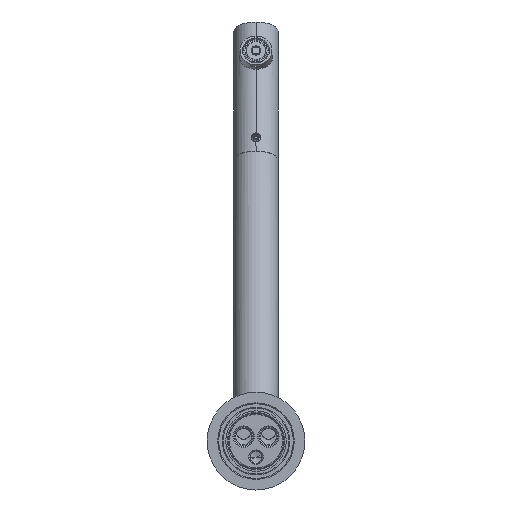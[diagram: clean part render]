
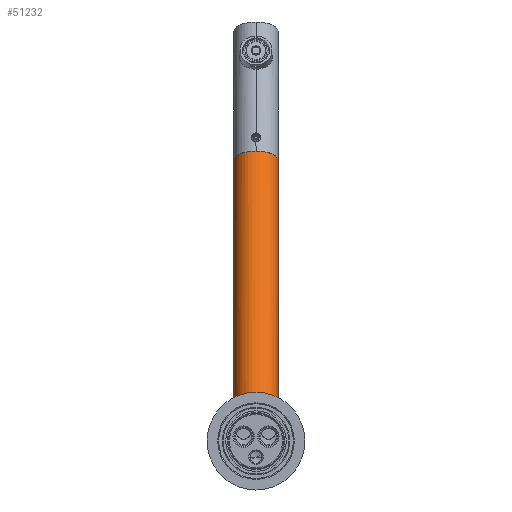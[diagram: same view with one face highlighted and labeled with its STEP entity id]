
A CAD part, front view. The second image highlights one B-rep face of the part: STEP entity #51232.
In plain terms, the highlighted cylindrical face has radius 12.5 mm (diameter 25 mm), a partial arc.
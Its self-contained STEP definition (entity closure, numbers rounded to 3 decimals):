
#47092=CARTESIAN_POINT('',(12.5,42.224,18.708));
#47172=CARTESIAN_POINT('',(-12.5,42.224,
18.708));
#47174=CARTESIAN_POINT('',(-12.5,42.224,
18.708));
#47175=CARTESIAN_POINT('',(-12.5,42.054,
18.708));
#47176=CARTESIAN_POINT('',(-12.494,41.717,
18.712));
#47177=CARTESIAN_POINT('',(-12.469,41.223,
18.729));
#47178=CARTESIAN_POINT('',(-12.428,40.74,
18.756));
#47179=CARTESIAN_POINT('',(-12.371,40.267,
18.794));
#47180=CARTESIAN_POINT('',(-12.299,39.804,
18.841));
#47181=CARTESIAN_POINT('',(-12.211,39.35,
18.898));
#47182=CARTESIAN_POINT('',(-12.108,38.905,
18.964));
#47183=CARTESIAN_POINT('',(-11.99,38.469,
19.039));
#47184=CARTESIAN_POINT('',(-11.856,38.04,
19.123));
#47185=CARTESIAN_POINT('',(-11.707,37.618,
19.215));
#47186=CARTESIAN_POINT('',(-11.543,37.205,
19.314));
#47187=CARTESIAN_POINT('',(-11.422,36.935,
19.385));
#47188=CARTESIAN_POINT('',(-11.359,36.801,
19.422));
#47210=CARTESIAN_POINT('',(11.359,36.801,19.422));
#47211=CARTESIAN_POINT('',(11.422,36.935,19.385));
#47212=CARTESIAN_POINT('',(11.543,37.205,19.314));
#47213=CARTESIAN_POINT('',(11.707,37.618,19.215));
#47214=CARTESIAN_POINT('',(11.856,38.04,19.123));
#47215=CARTESIAN_POINT('',(11.99,38.469,19.039));
#47216=CARTESIAN_POINT('',(12.108,38.905,18.964));
#47217=CARTESIAN_POINT('',(12.211,39.35,18.898));
#47218=CARTESIAN_POINT('',(12.299,39.804,18.841));
#47219=CARTESIAN_POINT('',(12.371,40.267,18.794));
#47220=CARTESIAN_POINT('',(12.428,40.74,18.756));
#47221=CARTESIAN_POINT('',(12.469,41.223,18.729));
#47222=CARTESIAN_POINT('',(12.494,41.717,18.712));
#47223=CARTESIAN_POINT('',(12.5,42.054,18.708));
#47224=CARTESIAN_POINT('',(12.5,42.224,18.708));
#47387=CARTESIAN_POINT('',(0.,41.529,
17.217));
#47388=DIRECTION('',(0.,-0.423,-0.906));
#47389=DIRECTION('',(0.909,-0.378,0.176));
#47390=AXIS2_PLACEMENT_3D('',#47387,#47388,#47389);
#47392=CARTESIAN_POINT('',(0.,41.529,
17.217));
#47393=DIRECTION('',(0.,-0.423,-0.906));
#47394=DIRECTION('',(0.,-0.906,0.423));
#47395=AXIS2_PLACEMENT_3D('',#47392,#47393,#47394);
#47397=DIRECTION('',(0.,-0.423,-0.906));
#47398=VECTOR('',#47397,153.355);
#47399=CARTESIAN_POINT('',(-12.5,107.035,157.695));
#47400=LINE('',#47399,#47398);
#47401=CARTESIAN_POINT('',(0.,107.035,157.695));
#47402=DIRECTION('',(0.,0.423,0.906));
#47403=DIRECTION('',(-1.,0.,0.));
#47404=AXIS2_PLACEMENT_3D('',#47401,#47402,#47403);
#47406=DIRECTION('',(0.,-0.423,
-0.906));
#47407=VECTOR('',#47406,153.355);
#47408=CARTESIAN_POINT('',(12.5,107.035,157.695));
#47409=LINE('',#47408,#47407);
#47678=CARTESIAN_POINT('',(-12.5,107.035,157.695));
#47679=CARTESIAN_POINT('',(12.5,107.035,157.695));
#47680=VERTEX_POINT('',#47678);
#47681=VERTEX_POINT('',#47679);
#47694=VERTEX_POINT('',#47092);
#47695=VERTEX_POINT('',#47172);
#47696=VERTEX_POINT('',#47210);
#47697=VERTEX_POINT('',#47188);
#47700=CARTESIAN_POINT('',(0.,30.2,
22.5));
#47701=VERTEX_POINT('',#47700);
#51215=CARTESIAN_POINT('',(0.,120.072,185.655));
#51216=DIRECTION('',(0.,-0.423,-0.906));
#51217=DIRECTION('',(-1.,0.,0.));
#51218=AXIS2_PLACEMENT_3D('',#51215,#51216,#51217);
#51219=CYLINDRICAL_SURFACE('',#51218,12.5);
#51220=ORIENTED_EDGE('',*,*,#51033,.F.);
#51222=ORIENTED_EDGE('',*,*,#51221,.T.);
#51224=ORIENTED_EDGE('',*,*,#51223,.T.);
#51225=ORIENTED_EDGE('',*,*,#51027,.F.);
#51226=ORIENTED_EDGE('',*,*,#51210,.F.);
#51228=ORIENTED_EDGE('',*,*,#51227,.T.);
#51229=ORIENTED_EDGE('',*,*,#51206,.T.);
#51230=EDGE_LOOP('',(#51220,#51222,#51224,#51225,#51226,#51228,#51229));
#51231=FACE_OUTER_BOUND('',#51230,.F.);
#51232=ADVANCED_FACE('',(#51231),#51219,.T.);
#47189=B_SPLINE_CURVE_WITH_KNOTS('',3,(#47174,#47175,#47176,#47177,#47178,
#47179,#47180,#47181,#47182,#47183,#47184,#47185,#47186,#47187,#47188),
.UNSPECIFIED.,.F.,.F.,(4,1,1,1,1,1,1,1,1,1,1,1,4),(0.,0.083,
0.167,0.25,0.333,0.417,0.5,
0.583,0.667,0.75,0.833,0.917,
1.),.UNSPECIFIED.);
#47225=B_SPLINE_CURVE_WITH_KNOTS('',3,(#47210,#47211,#47212,#47213,#47214,
#47215,#47216,#47217,#47218,#47219,#47220,#47221,#47222,#47223,#47224),
.UNSPECIFIED.,.F.,.F.,(4,1,1,1,1,1,1,1,1,1,1,1,4),(0.,0.083,
0.167,0.25,0.333,0.417,0.5,
0.583,0.667,0.75,0.833,0.917,
1.),.UNSPECIFIED.);
#47391=CIRCLE('',#47390,12.5);
#47396=CIRCLE('',#47395,12.5);
#47405=CIRCLE('',#47404,12.5);
#51027=EDGE_CURVE('',#47695,#47697,#47189,.T.);
#51033=EDGE_CURVE('',#47696,#47694,#47225,.T.);
#51206=EDGE_CURVE('',#47681,#47694,#47409,.T.);
#51210=EDGE_CURVE('',#47680,#47695,#47400,.T.);
#51221=EDGE_CURVE('',#47696,#47701,#47391,.T.);
#51223=EDGE_CURVE('',#47701,#47697,#47396,.T.);
#51227=EDGE_CURVE('',#47680,#47681,#47405,.T.);
